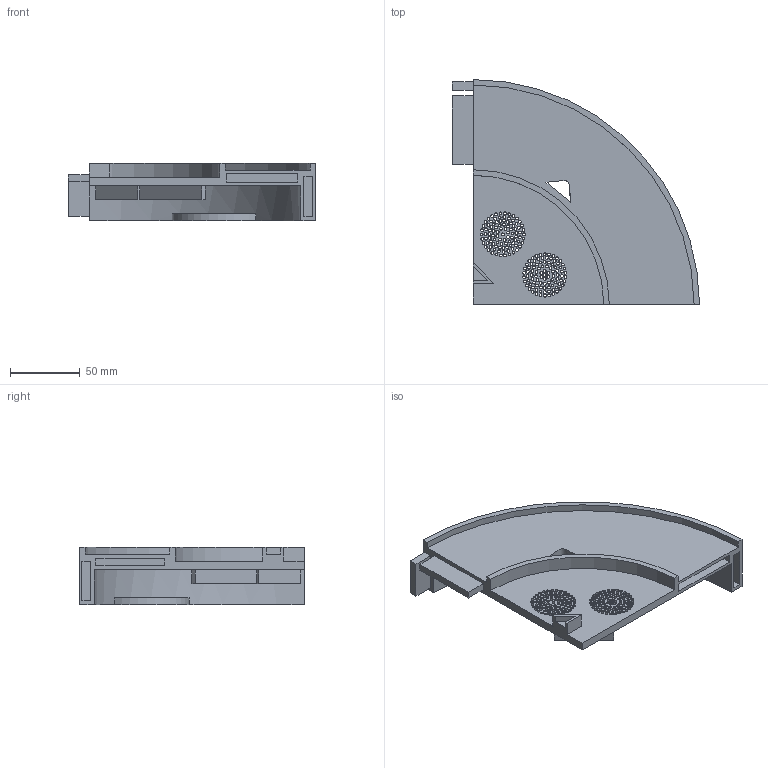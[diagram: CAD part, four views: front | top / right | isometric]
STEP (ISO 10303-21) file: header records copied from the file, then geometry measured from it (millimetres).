
FILE_DESCRIPTION(/* description */ (''),/* implementation_level */ '2;1');
FILE_NAME(/* name */ 'top-right.step',/* time_stamp */ '2025-11-10T03:52:29+05:30',/* author */ (''),/* organization */ (''),/* preprocessor_version */ 'ST-DEVELOPER v20.1',/* originating_system */ 'Autodesk Translation Framework v14.21.0.0',/* authorisation */ '');
FILE_SCHEMA (('AUTOMOTIVE_DESIGN { 1 0 10303 214 3 1 1 }'));
Length unit declared in the file: millimetre
Products named in the file (1): 2025-11-10-03-52-29-237
Bounding box: 176.64 x 160.65 x 41 mm (x, y, z)
Volume: 269629 mm3; surface area: 82332.2 mm2
Topology: 1 solids, 1 shells, 247 faces, 717 edges, 478 vertices
Faces by surface type: cylinder 200, plane 46, bspline 1
Full cylindrical faces by diameter (mm): 2 x194
Entity records: 9467 total; most frequent: CARTESIAN_POINT 1717, DIRECTION 1611, ORIENTED_EDGE 1434, EDGE_CURVE 717, AXIS2_PLACEMENT_3D 649, EDGE_LOOP 643, VERTEX_POINT 478, CIRCLE 402
